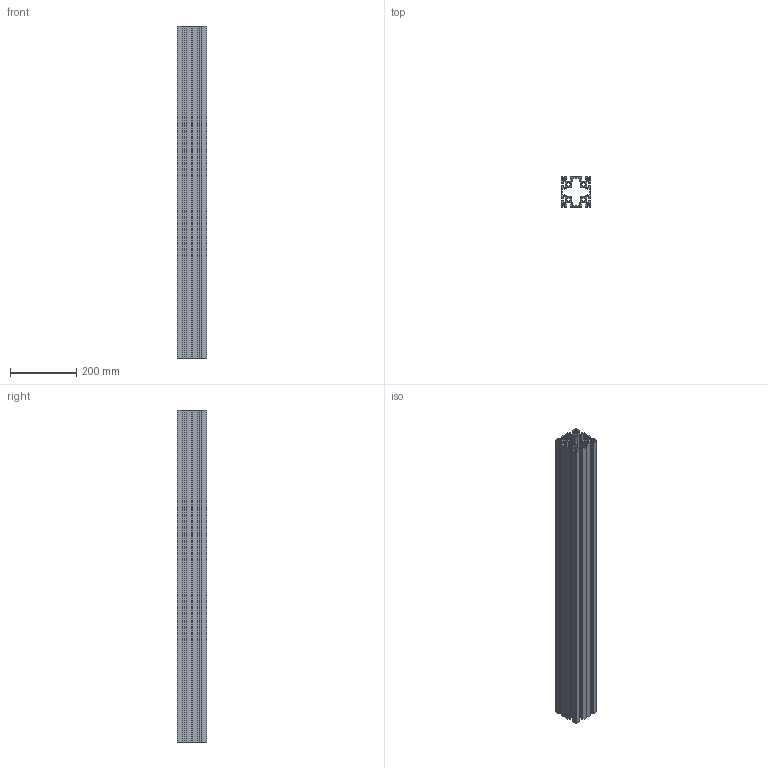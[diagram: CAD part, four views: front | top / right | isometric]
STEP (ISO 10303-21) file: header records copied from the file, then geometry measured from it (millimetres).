
FILE_DESCRIPTION (( 'STEP AP214' ), '1' );
FILE_NAME ('599HX Êîíñòðóêöèîííûé ïðîôèëü 90õ90H.STEP', '2019-11-08T14:28:35', ( 'Windows User' ), ( '' ), 'SwSTEP 2.0', 'SolidWorks 2019', '' );
FILE_SCHEMA (( 'AUTOMOTIVE_DESIGN' ));
Length unit declared in the file: millimetre
Products named in the file (1): 599HX Êîíñòðóêöèîííûé ïðîôèëü 90õ90H
Bounding box: 90 x 90 x 1000 mm (x, y, z)
Volume: 2453005.4 mm3; surface area: 1246061.2 mm2
Topology: 1 solids, 1 shells, 358 faces, 1068 edges, 712 vertices
Faces by surface type: plane 186, cylinder 172
Entity records: 12186 total; most frequent: CARTESIAN_POINT 2139, ORIENTED_EDGE 2136, DIRECTION 2130, EDGE_CURVE 1068, VECTOR 724, LINE 724, VERTEX_POINT 712, AXIS2_PLACEMENT_3D 703
